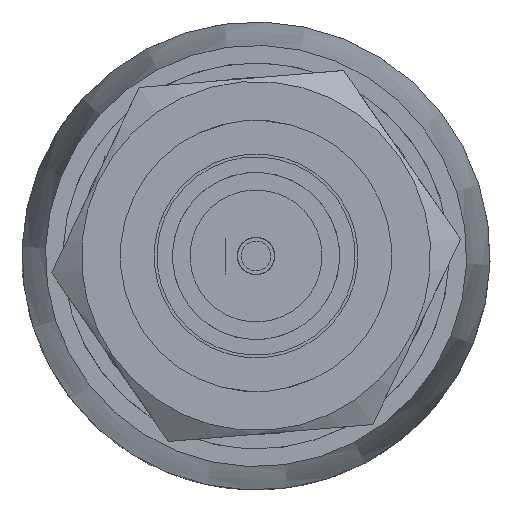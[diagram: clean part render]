
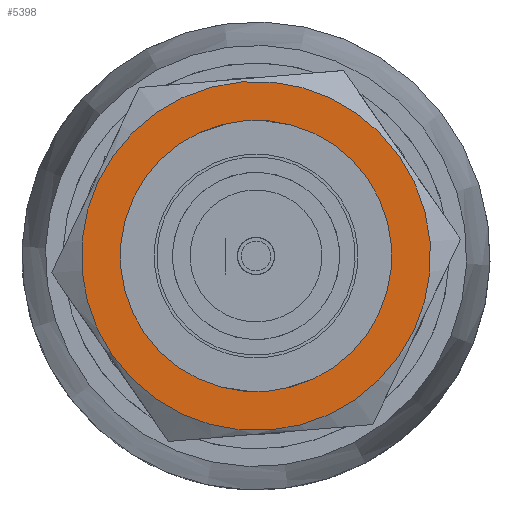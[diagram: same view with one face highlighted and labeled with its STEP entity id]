
A CAD part, front view. The second image highlights one B-rep face of the part: STEP entity #5398.
In plain terms, the highlighted planar face has unit normal (0, -1, 0).
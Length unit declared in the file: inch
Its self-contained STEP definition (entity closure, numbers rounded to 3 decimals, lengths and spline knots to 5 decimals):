
#2 = EDGE_CURVE ( 'NONE', #1823, #1823, #1444, .T. ) ;
#531 = AXIS2_PLACEMENT_3D ( 'NONE', #6222, #6249, #6216 ) ;
#539 = CIRCLE ( 'NONE', #3365, 0.406 ) ;
#1123 = CARTESIAN_POINT ( 'NONE',  ( 1.20792, -0.73242, -0.45698 ) ) ;
#1148 = VERTEX_POINT ( 'NONE', #3190 ) ;
#1444 = CIRCLE ( 'NONE', #531, 0.52223 ) ;
#1560 = PLANE ( 'NONE',  #2904 ) ;
#1583 = DIRECTION ( 'NONE',  ( 0.427, 0., 0.904 ) ) ;
#1591 = CARTESIAN_POINT ( 'NONE',  ( 1.69251, -0.73242, 0.5701 ) ) ;
#1622 = DIRECTION ( 'NONE',  ( 0., -1., 0. ) ) ;
#1823 = VERTEX_POINT ( 'NONE', #1591 ) ;
#1872 = EDGE_LOOP ( 'NONE', ( #3214 ) ) ;
#1956 = EDGE_LOOP ( 'NONE', ( #2328 ) ) ;
#2230 = FACE_OUTER_BOUND ( 'NONE', #1872, .T. ) ;
#2328 = ORIENTED_EDGE ( 'NONE', *, *, #4861, .F. ) ;
#2904 = AXIS2_PLACEMENT_3D ( 'NONE', #1123, #4583, #1583 ) ;
#3190 = CARTESIAN_POINT ( 'NONE',  ( 1.64292, -0.73242, 0.46498 ) ) ;
#3214 = ORIENTED_EDGE ( 'NONE', *, *, #2, .F. ) ;
#3365 = AXIS2_PLACEMENT_3D ( 'NONE', #4639, #1622, #5105 ) ;
#4583 = DIRECTION ( 'NONE',  ( 0., -1., 0. ) ) ;
#4639 = CARTESIAN_POINT ( 'NONE',  ( 1.46968, -0.73242, 0.0978 ) ) ;
#4772 = FACE_BOUND ( 'NONE', #1956, .T. ) ;
#4861 = EDGE_CURVE ( 'NONE', #1148, #1148, #539, .T. ) ;
#5105 = DIRECTION ( 'NONE',  ( 0.427, 0., 0.904 ) ) ;
#5398 = ADVANCED_FACE ( 'NONE', ( #2230, #4772 ), #1560, .T. ) ;
#6216 = DIRECTION ( 'NONE',  ( 0.427, 0., 0.904 ) ) ;
#6222 = CARTESIAN_POINT ( 'NONE',  ( 1.46968, -0.73242, 0.0978 ) ) ;
#6249 = DIRECTION ( 'NONE',  ( 0., 1., 0. ) ) ;
